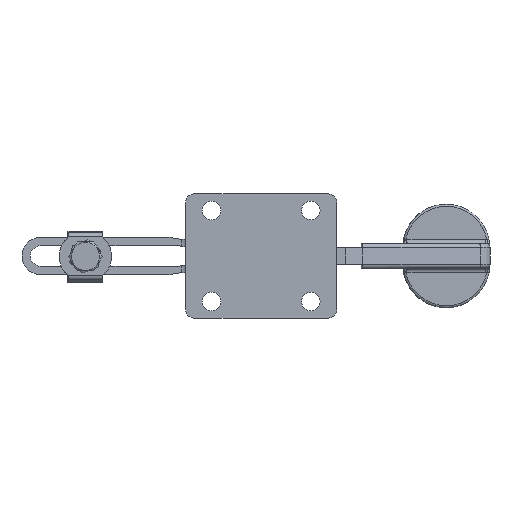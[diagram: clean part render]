
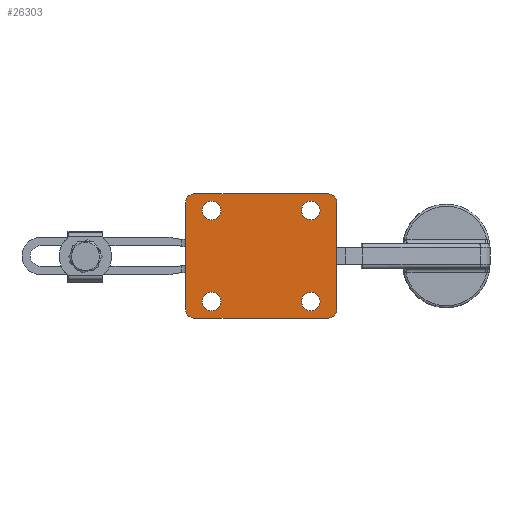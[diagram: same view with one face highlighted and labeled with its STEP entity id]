
A CAD part, front view. The second image highlights one B-rep face of the part: STEP entity #26303.
In plain terms, the highlighted face is planar.
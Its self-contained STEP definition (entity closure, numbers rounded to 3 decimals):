
#43 = CIRCLE ( 'NONE', #31943, 2. ) ;
#503 = ORIENTED_EDGE ( 'NONE', *, *, #5906, .T. ) ;
#1401 = AXIS2_PLACEMENT_3D ( 'NONE', #28483, #10352, #31541 ) ;
#1896 = DIRECTION ( 'NONE',  ( 1., 0., 0. ) ) ;
#2357 = DIRECTION ( 'NONE',  ( 0., 0., 1. ) ) ;
#3060 = VERTEX_POINT ( 'NONE', #15050 ) ;
#3355 = DIRECTION ( 'NONE',  ( 0., 0., 1. ) ) ;
#4701 = VECTOR ( 'NONE', #38614, 1000. ) ;
#5558 = CIRCLE ( 'NONE', #30797, 2. ) ;
#5616 = DIRECTION ( 'NONE',  ( 0., 0., 1. ) ) ;
#5711 = VERTEX_POINT ( 'NONE', #28599 ) ;
#5753 = ORIENTED_EDGE ( 'NONE', *, *, #23778, .F. ) ;
#5906 = EDGE_CURVE ( 'NONE', #21082, #14632, #27475, .T. ) ;
#6485 = CARTESIAN_POINT ( 'NONE',  ( -30.25, 24., 0. ) ) ;
#6876 = EDGE_CURVE ( 'NONE', #28609, #25718, #20329, .T. ) ;
#7263 = VERTEX_POINT ( 'NONE', #6485 ) ;
#7600 = AXIS2_PLACEMENT_3D ( 'NONE', #23752, #5616, #26798 ) ;
#7602 = CARTESIAN_POINT ( 'NONE',  ( 0., 0., 0. ) ) ;
#7688 = FACE_BOUND ( 'NONE', #24091, .T. ) ;
#8564 = CARTESIAN_POINT ( 'NONE',  ( -26.25, 22., 0. ) ) ;
#8744 = DIRECTION ( 'NONE',  ( 0., -1., 0. ) ) ;
#8989 = CIRCLE ( 'NONE', #33420, 2. ) ;
#9111 = ORIENTED_EDGE ( 'NONE', *, *, #19969, .T. ) ;
#9181 = EDGE_CURVE ( 'NONE', #5711, #15168, #25428, .T. ) ;
#9457 = LINE ( 'NONE', #21943, #32675 ) ;
#10168 = CARTESIAN_POINT ( 'NONE',  ( 2.25, 0., 0. ) ) ;
#10208 = CARTESIAN_POINT ( 'NONE',  ( 4.25, -4., 0. ) ) ;
#10352 = DIRECTION ( 'NONE',  ( 0., 0., 1. ) ) ;
#10526 = CARTESIAN_POINT ( 'NONE',  ( 4.25, 24., 0. ) ) ;
#10664 = DIRECTION ( 'NONE',  ( 1., 0., 0. ) ) ;
#10839 = CARTESIAN_POINT ( 'NONE',  ( -21.75, 22., 0. ) ) ;
#11396 = DIRECTION ( 'NONE',  ( 0., 0., 1. ) ) ;
#11501 = EDGE_CURVE ( 'NONE', #16089, #12222, #34868, .T. ) ;
#11793 = EDGE_CURVE ( 'NONE', #24958, #3060, #31050, .T. ) ;
#11848 = CARTESIAN_POINT ( 'NONE',  ( -26.25, 0., 0. ) ) ;
#11898 = CIRCLE ( 'NONE', #1401, 2.25 ) ;
#11931 = DIRECTION ( 'NONE',  ( 0., 0., 1. ) ) ;
#12222 = VERTEX_POINT ( 'NONE', #21181 ) ;
#12731 = CIRCLE ( 'NONE', #32295, 2.25 ) ;
#13037 = AXIS2_PLACEMENT_3D ( 'NONE', #20495, #2357, #23507 ) ;
#13413 = EDGE_LOOP ( 'NONE', ( #503, #17022 ) ) ;
#13533 = AXIS2_PLACEMENT_3D ( 'NONE', #21483, #3355, #24501 ) ;
#13567 = DIRECTION ( 'NONE',  ( 0., 0., -1. ) ) ;
#13758 = CARTESIAN_POINT ( 'NONE',  ( -28.25, 24., 0. ) ) ;
#13807 = VECTOR ( 'NONE', #8744, 1000. ) ;
#13929 = ORIENTED_EDGE ( 'NONE', *, *, #19147, .F. ) ;
#14239 = ORIENTED_EDGE ( 'NONE', *, *, #11793, .F. ) ;
#14632 = VERTEX_POINT ( 'NONE', #17818 ) ;
#14807 = DIRECTION ( 'NONE',  ( 0., 0., 1. ) ) ;
#15050 = CARTESIAN_POINT ( 'NONE',  ( 4.25, 26., 0. ) ) ;
#15168 = VERTEX_POINT ( 'NONE', #11848 ) ;
#15419 = EDGE_CURVE ( 'NONE', #14632, #21082, #11898, .T. ) ;
#15703 = EDGE_CURVE ( 'NONE', #25718, #28609, #16126, .T. ) ;
#15759 = FACE_OUTER_BOUND ( 'NONE', #20842, .T. ) ;
#16005 = AXIS2_PLACEMENT_3D ( 'NONE', #32957, #14807, #36024 ) ;
#16089 = VERTEX_POINT ( 'NONE', #10168 ) ;
#16110 = VERTEX_POINT ( 'NONE', #22328 ) ;
#16126 = CIRCLE ( 'NONE', #29842, 2.25 ) ;
#16639 = ORIENTED_EDGE ( 'NONE', *, *, #28132, .F. ) ;
#16769 = DIRECTION ( 'NONE',  ( 1., 0., 0. ) ) ;
#16816 = EDGE_CURVE ( 'NONE', #23634, #24958, #9457, .T. ) ;
#17022 = ORIENTED_EDGE ( 'NONE', *, *, #15419, .T. ) ;
#17140 = EDGE_CURVE ( 'NONE', #3060, #16110, #36940, .T. ) ;
#17658 = CARTESIAN_POINT ( 'NONE',  ( 4.25, -2., 0. ) ) ;
#17818 = CARTESIAN_POINT ( 'NONE',  ( 2.25, 22., 0. ) ) ;
#17976 = DIRECTION ( 'NONE',  ( 0., 0., 1. ) ) ;
#18173 = EDGE_CURVE ( 'NONE', #15168, #5711, #12731, .T. ) ;
#18531 = VECTOR ( 'NONE', #37243, 1000. ) ;
#19026 = DIRECTION ( 'NONE',  ( 0., 1., 0. ) ) ;
#19147 = EDGE_CURVE ( 'NONE', #36495, #23634, #5558, .T. ) ;
#19254 = AXIS2_PLACEMENT_3D ( 'NONE', #29538, #11396, #32577 ) ;
#19704 = ORIENTED_EDGE ( 'NONE', *, *, #6876, .T. ) ;
#19969 = EDGE_CURVE ( 'NONE', #12222, #16089, #28079, .T. ) ;
#20039 = DIRECTION ( 'NONE',  ( 0., 0., 1. ) ) ;
#20329 = CIRCLE ( 'NONE', #7600, 2.25 ) ;
#20476 = CARTESIAN_POINT ( 'NONE',  ( -28.25, 26., 0. ) ) ;
#20495 = CARTESIAN_POINT ( 'NONE',  ( 0., 0., 0. ) ) ;
#20590 = CARTESIAN_POINT ( 'NONE',  ( -2.25, 22., 0. ) ) ;
#20722 = DIRECTION ( 'NONE',  ( -1., 0., 0. ) ) ;
#20842 = EDGE_LOOP ( 'NONE', ( #14239, #28636, #13929, #32528, #5753, #16639, #24376, #34969 ) ) ;
#21082 = VERTEX_POINT ( 'NONE', #20590 ) ;
#21181 = CARTESIAN_POINT ( 'NONE',  ( -2.25, 0., 0. ) ) ;
#21466 = EDGE_CURVE ( 'NONE', #39155, #36495, #34682, .T. ) ;
#21483 = CARTESIAN_POINT ( 'NONE',  ( 4.25, 24., 0. ) ) ;
#21943 = CARTESIAN_POINT ( 'NONE',  ( 6.25, 24., 0. ) ) ;
#22328 = CARTESIAN_POINT ( 'NONE',  ( -28.25, 26., 0. ) ) ;
#22403 = CARTESIAN_POINT ( 'NONE',  ( 6.25, -2., 0. ) ) ;
#22411 = PLANE ( 'NONE',  #28853 ) ;
#23507 = DIRECTION ( 'NONE',  ( 1., 0., 0. ) ) ;
#23634 = VERTEX_POINT ( 'NONE', #22403 ) ;
#23724 = CARTESIAN_POINT ( 'NONE',  ( -28.25, -4., 0. ) ) ;
#23752 = CARTESIAN_POINT ( 'NONE',  ( -24., 22., 0. ) ) ;
#23778 = EDGE_CURVE ( 'NONE', #32501, #39155, #8989, .T. ) ;
#23802 = FACE_BOUND ( 'NONE', #13413, .T. ) ;
#23816 = CARTESIAN_POINT ( 'NONE',  ( -30.25, 24., 0. ) ) ;
#24091 = EDGE_LOOP ( 'NONE', ( #19704, #36721 ) ) ;
#24376 = ORIENTED_EDGE ( 'NONE', *, *, #28422, .F. ) ;
#24501 = DIRECTION ( 'NONE',  ( -1., 0., 0. ) ) ;
#24745 = FACE_BOUND ( 'NONE', #34579, .T. ) ;
#24752 = EDGE_LOOP ( 'NONE', ( #9111, #28886 ) ) ;
#24958 = VERTEX_POINT ( 'NONE', #27488 ) ;
#25428 = CIRCLE ( 'NONE', #16005, 2.25 ) ;
#25718 = VERTEX_POINT ( 'NONE', #10839 ) ;
#26303 = ADVANCED_FACE ( 'NONE', ( #24745, #38990, #15759, #23802, #7688 ), #22411, .T. ) ;
#26798 = DIRECTION ( 'NONE',  ( -1., 0., 0. ) ) ;
#27475 = CIRCLE ( 'NONE', #19254, 2.25 ) ;
#27488 = CARTESIAN_POINT ( 'NONE',  ( 6.25, 24., 0. ) ) ;
#28079 = CIRCLE ( 'NONE', #13037, 2.25 ) ;
#28132 = EDGE_CURVE ( 'NONE', #7263, #32501, #29924, .T. ) ;
#28422 = EDGE_CURVE ( 'NONE', #16110, #7263, #43, .T. ) ;
#28483 = CARTESIAN_POINT ( 'NONE',  ( 0., 22., 0. ) ) ;
#28484 = AXIS2_PLACEMENT_3D ( 'NONE', #7602, #28787, #10664 ) ;
#28599 = CARTESIAN_POINT ( 'NONE',  ( -21.75, 0., 0. ) ) ;
#28609 = VERTEX_POINT ( 'NONE', #8564 ) ;
#28636 = ORIENTED_EDGE ( 'NONE', *, *, #16816, .F. ) ;
#28787 = DIRECTION ( 'NONE',  ( 0., 0., 1. ) ) ;
#28853 = AXIS2_PLACEMENT_3D ( 'NONE', #10526, #13567, #34771 ) ;
#28886 = ORIENTED_EDGE ( 'NONE', *, *, #11501, .T. ) ;
#29538 = CARTESIAN_POINT ( 'NONE',  ( 0., 22., 0. ) ) ;
#29842 = AXIS2_PLACEMENT_3D ( 'NONE', #30070, #11931, #33141 ) ;
#29924 = LINE ( 'NONE', #23816, #13807 ) ;
#30070 = CARTESIAN_POINT ( 'NONE',  ( -24., 22., 0. ) ) ;
#30797 = AXIS2_PLACEMENT_3D ( 'NONE', #17658, #38865, #20722 ) ;
#31050 = CIRCLE ( 'NONE', #13533, 2. ) ;
#31541 = DIRECTION ( 'NONE',  ( 1., 0., 0. ) ) ;
#31943 = AXIS2_PLACEMENT_3D ( 'NONE', #13758, #34951, #16769 ) ;
#32295 = AXIS2_PLACEMENT_3D ( 'NONE', #36157, #17976, #39184 ) ;
#32501 = VERTEX_POINT ( 'NONE', #34453 ) ;
#32528 = ORIENTED_EDGE ( 'NONE', *, *, #21466, .F. ) ;
#32577 = DIRECTION ( 'NONE',  ( 1., 0., 0. ) ) ;
#32675 = VECTOR ( 'NONE', #19026, 1000. ) ;
#32957 = CARTESIAN_POINT ( 'NONE',  ( -24., 0., 0. ) ) ;
#33141 = DIRECTION ( 'NONE',  ( -1., 0., 0. ) ) ;
#33420 = AXIS2_PLACEMENT_3D ( 'NONE', #38189, #20039, #1896 ) ;
#33503 = ORIENTED_EDGE ( 'NONE', *, *, #9181, .T. ) ;
#34453 = CARTESIAN_POINT ( 'NONE',  ( -30.25, -2., 0. ) ) ;
#34579 = EDGE_LOOP ( 'NONE', ( #37938, #33503 ) ) ;
#34605 = CARTESIAN_POINT ( 'NONE',  ( 4.25, -4., 0. ) ) ;
#34682 = LINE ( 'NONE', #34605, #18531 ) ;
#34771 = DIRECTION ( 'NONE',  ( -1., 0., 0. ) ) ;
#34868 = CIRCLE ( 'NONE', #28484, 2.25 ) ;
#34951 = DIRECTION ( 'NONE',  ( 0., 0., 1. ) ) ;
#34969 = ORIENTED_EDGE ( 'NONE', *, *, #17140, .F. ) ;
#36024 = DIRECTION ( 'NONE',  ( -1., 0., 0. ) ) ;
#36157 = CARTESIAN_POINT ( 'NONE',  ( -24., 0., 0. ) ) ;
#36495 = VERTEX_POINT ( 'NONE', #10208 ) ;
#36721 = ORIENTED_EDGE ( 'NONE', *, *, #15703, .T. ) ;
#36940 = LINE ( 'NONE', #20476, #4701 ) ;
#37243 = DIRECTION ( 'NONE',  ( 1., 0., 0. ) ) ;
#37938 = ORIENTED_EDGE ( 'NONE', *, *, #18173, .T. ) ;
#38189 = CARTESIAN_POINT ( 'NONE',  ( -28.25, -2., 0. ) ) ;
#38614 = DIRECTION ( 'NONE',  ( -1., 0., 0. ) ) ;
#38865 = DIRECTION ( 'NONE',  ( 0., 0., 1. ) ) ;
#38990 = FACE_BOUND ( 'NONE', #24752, .T. ) ;
#39155 = VERTEX_POINT ( 'NONE', #23724 ) ;
#39184 = DIRECTION ( 'NONE',  ( -1., 0., 0. ) ) ;
